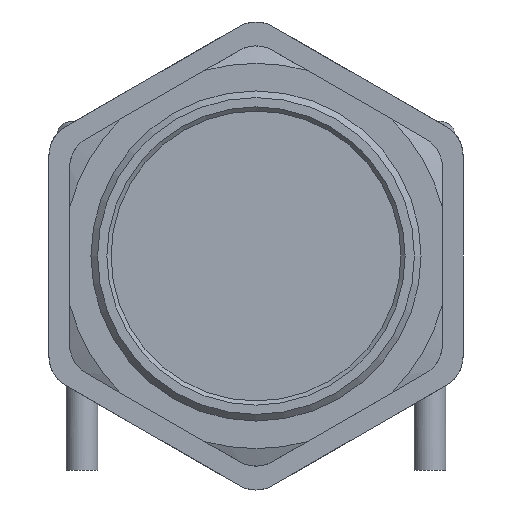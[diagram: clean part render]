
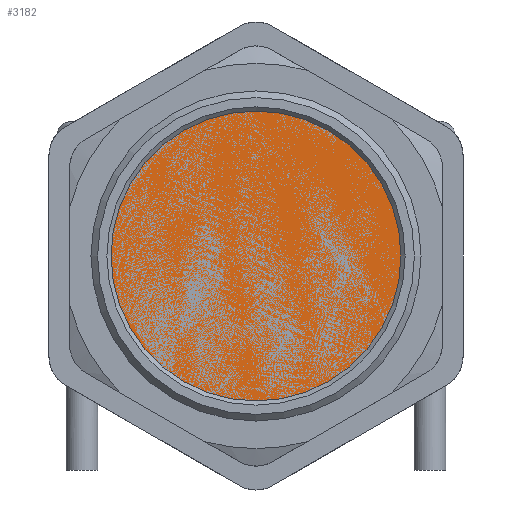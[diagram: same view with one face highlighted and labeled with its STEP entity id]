
A CAD part, left-side view. The second image highlights one B-rep face of the part: STEP entity #3182.
In plain terms, the highlighted planar face has unit normal (1, 0, 0).
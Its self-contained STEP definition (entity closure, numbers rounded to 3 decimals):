
#322=PLANE('',#3505);
#496=FACE_OUTER_BOUND('',#690,.T.);
#690=EDGE_LOOP('',(#2784));
#1184=CIRCLE('',#3506,19.925);
#1469=VERTEX_POINT('',#5927);
#1908=EDGE_CURVE('',#1469,#1469,#1184,.T.);
#2784=ORIENTED_EDGE('',*,*,#1908,.T.);
#3182=ADVANCED_FACE('',(#496),#322,.T.);
#3505=AXIS2_PLACEMENT_3D('',#5926,#4305,#4306);
#3506=AXIS2_PLACEMENT_3D('',#5928,#4307,#4308);
#4305=DIRECTION('center_axis',(1.,0.,0.));
#4306=DIRECTION('ref_axis',(0.,0.,-1.));
#4307=DIRECTION('center_axis',(1.,0.,0.));
#4308=DIRECTION('ref_axis',(0.,0.,
-1.));
#5926=CARTESIAN_POINT('Origin',(-5.66,-0.025,0.072));
#5927=CARTESIAN_POINT('',(-5.66,19.9,0.072));
#5928=CARTESIAN_POINT('Origin',(-5.66,-0.025,0.072));
